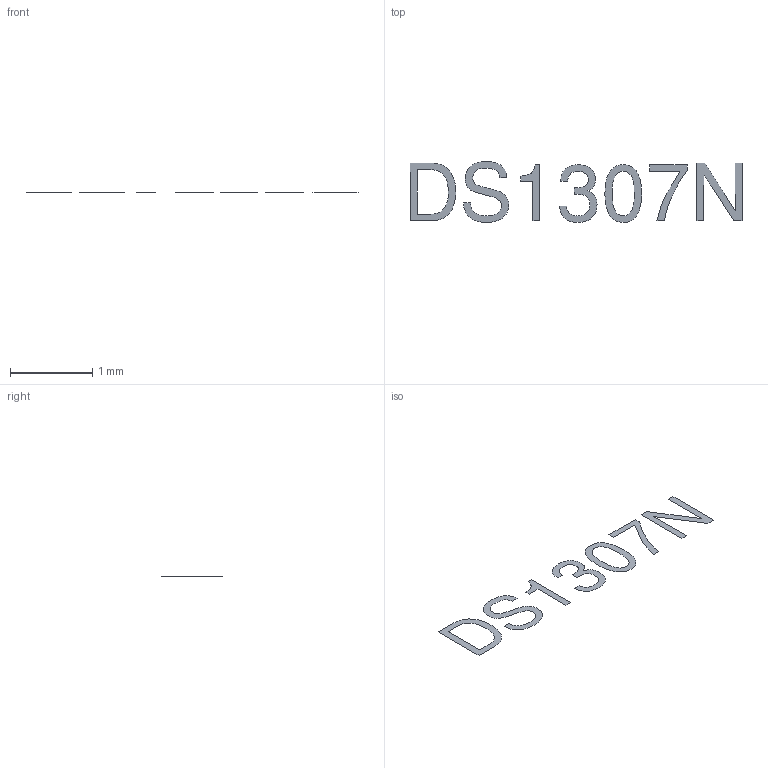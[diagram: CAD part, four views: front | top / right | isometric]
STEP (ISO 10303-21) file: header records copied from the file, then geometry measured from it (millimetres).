
FILE_DESCRIPTION(('FreeCAD Model'),'2;1');
FILE_NAME('Open CASCADE Shape Model','2023-04-26T23:49:07',('Author'),( ''),'Open CASCADE STEP processor 7.5','FreeCAD','Unknown');
FILE_SCHEMA(('AUTOMOTIVE_DESIGN { 1 0 10303 214 1 1 1 1 }'));
Length unit declared in the file: millimetre
Products named in the file (1): ShapeString
Bounding box: 4.03 x 0.74 x 0 mm (x, y, z)
Surface area: 0.9 mm2 (no closed solid volume)
Topology: 0 solids, 7 shells, 7 faces, 118 edges, 118 vertices
Faces by surface type: plane 7
Entity records: 1099 total; most frequent: CARTESIAN_POINT 406, ORIENTED_EDGE 118, EDGE_CURVE 118, VERTEX_POINT 118, B_SPLINE_CURVE_WITH_KNOTS 81, DIRECTION 53, LINE 37, VECTOR 37
